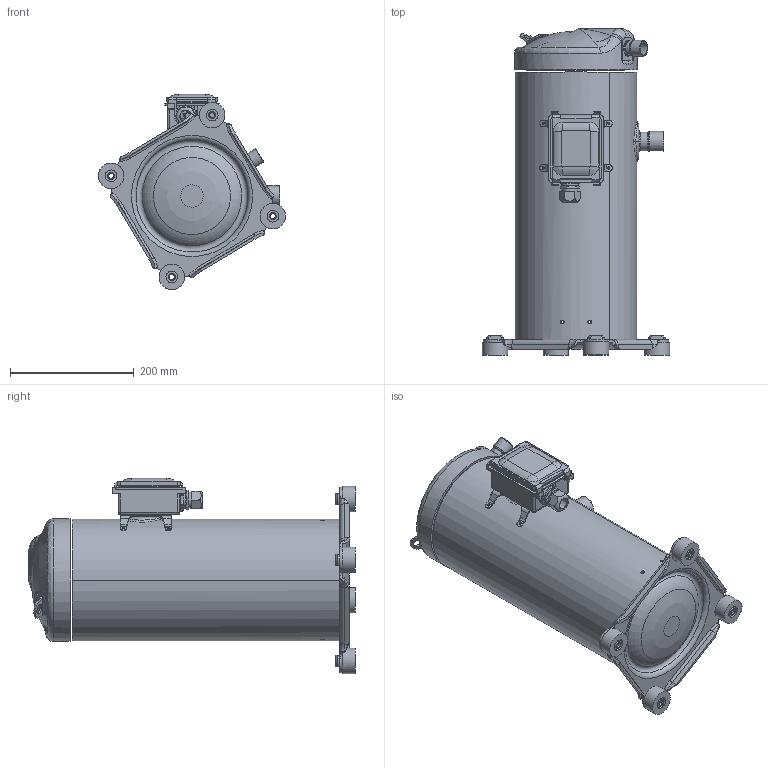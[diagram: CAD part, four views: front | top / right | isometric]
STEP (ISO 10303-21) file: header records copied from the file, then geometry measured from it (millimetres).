
FILE_DESCRIPTION(/* description */ (''),/* implementation_level */ '2;1');
FILE_NAME(/* name */ 'RCH161C4LB7HA.stp',/* time_stamp */ '2022-08-17T12:11:31+03:00',/* author */ ('U403152'),/* organization */ (''),/* preprocessor_version */ 'ST-DEVELOPER v18.1',/* originating_system */ 'Autodesk Inventor 2020',/* authorisation */ '');
FILE_SCHEMA (('AUTOMOTIVE_DESIGN { 1 0 10303 214 3 1 1 }'));
Products named in the file (1): Part1
Bounding box: 302.4 x 527.31 x 315.35 mm (x, y, z)
Volume: 1733878 mm3; surface area: 914829.7 mm2
Topology: 5 solids, 10 shells, 1126 faces, 3320 edges, 2320 vertices
Faces by surface type: plane 550, cylinder 365, torus 82, bspline 72, cone 33, sphere 24
Full cylindrical faces by diameter (mm): 3.18 x3, 3.2 x6, 4.2 x3, 4.6 x1, 5 x4, 5.5 x3, 6 x4, 7.2 x3, 7.6 x3, 8 x6, 8.78 x4, 11.1 x4, 12 x6, 16 x1, 18 x1, 18.3 x4, 19 x4, 19.25 x4, 20 x1, 22.47 x1, 23 x1, 25.3 x1, 26 x2, 26.4 x1, 26.7 x4, 27 x2, 28.83 x1, 29.1 x2, 30 x1, 31.6 x1
Entity records: 53896 total; most frequent: CARTESIAN_POINT 23376, ORIENTED_EDGE 6386, DIRECTION 6329, EDGE_CURVE 3208, AXIS2_PLACEMENT_3D 2306, VERTEX_POINT 2129, LINE 1717, VECTOR 1717
